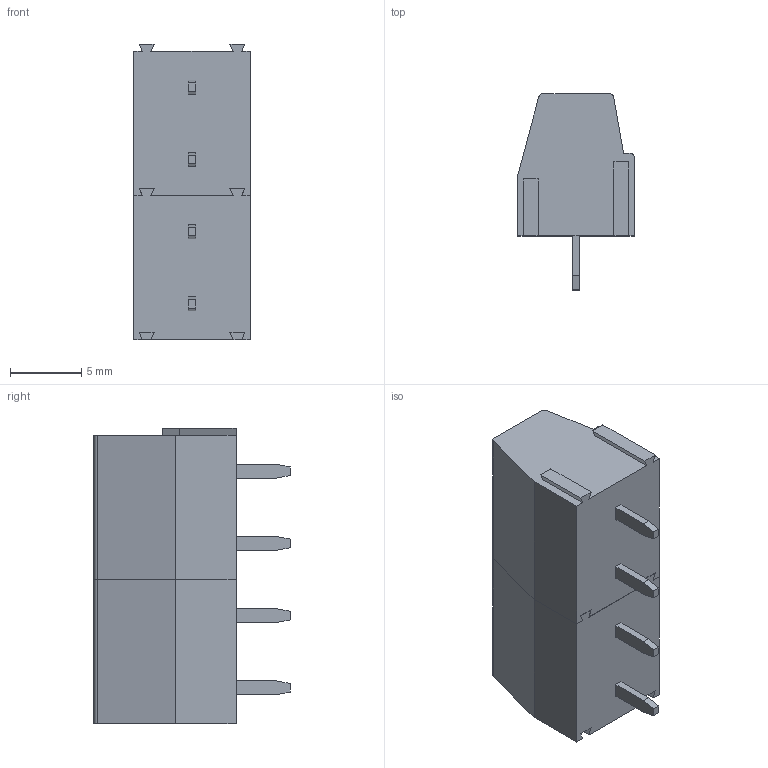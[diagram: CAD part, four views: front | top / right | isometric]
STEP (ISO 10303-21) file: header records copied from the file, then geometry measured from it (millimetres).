
FILE_DESCRIPTION (( 'STEP AP214' ), '1' );
FILE_NAME ('CUI_DEVICES_TB006-508-04BE.step', '2019-10-21T19:32:58', ( '' ), ( '' ), 'SwSTEP 2.0', 'SolidWorks 2019', '' );
FILE_SCHEMA (( 'AUTOMOTIVE_DESIGN' ));
Length unit declared in the file: millimetre
Products named in the file (2): TB006-508-02P_Blue - S; CUI_DEVICES_TB006-508-04BE
Assembly tree (2 placements, depth 2):
  CUI_DEVICES_TB006-508-04BE
    TB006-508-02P_Blue - S  x2
Bounding box: 8.2 x 13.8 x 20.82 mm (x, y, z)
Volume: 1379.2 mm3; surface area: 1315 mm2
Topology: 2 solids, 6 shells, 220 faces, 544 edges, 352 vertices
Faces by surface type: plane 146, bspline 32, cylinder 26, cone 16
Entity records: 4756 total; most frequent: CARTESIAN_POINT 1613, ORIENTED_EDGE 544, DIRECTION 490, EDGE_CURVE 272, VECTOR 184, LINE 184, VERTEX_POINT 176, AXIS2_PLACEMENT_3D 153
